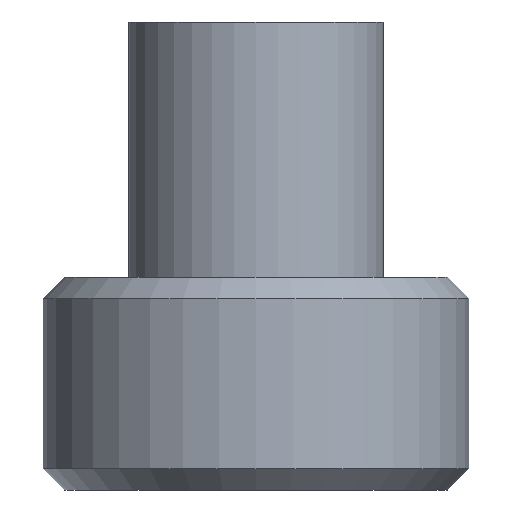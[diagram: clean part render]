
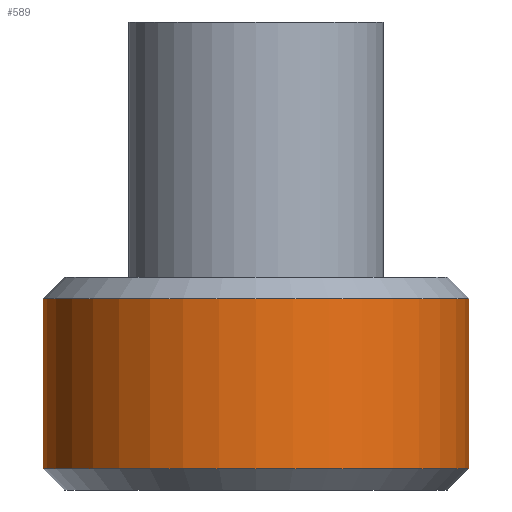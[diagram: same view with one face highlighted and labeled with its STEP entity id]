
A CAD part, left-side view. The second image highlights one B-rep face of the part: STEP entity #589.
In plain terms, the highlighted cylindrical face has radius 10 mm (diameter 20 mm), a full revolution.
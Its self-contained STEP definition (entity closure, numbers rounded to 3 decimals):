
#23=B_SPLINE_CURVE_WITH_KNOTS('',3,(#1081,#1082,#1083,#1084,#1085,#1086,
#1087,#1088,#1089,#1090,#1091,#1092,#1093,#1094,#1095,#1096,#1097,#1098),
 .UNSPECIFIED.,.F.,.F.,(4,2,2,2,2,2,2,2,4),(0.,0.038,0.075,
0.113,0.151,0.188,0.226,
0.264,0.302),.UNSPECIFIED.);
#24=B_SPLINE_CURVE_WITH_KNOTS('',3,(#1099,#1100,#1101,#1102,#1103,#1104,
#1105,#1106,#1107,#1108,#1109,#1110,#1111,#1112,#1113,#1114,#1115,#1116),
 .UNSPECIFIED.,.F.,.F.,(4,2,2,2,2,2,2,2,4),(0.302,0.339,
0.377,0.415,0.452,0.49,
0.528,0.565,0.603),.UNSPECIFIED.);
#53=FACE_BOUND('',#147,.T.);
#105=FACE_OUTER_BOUND('',#146,.T.);
#146=EDGE_LOOP('',(#532,#533,#534,#535,#536,#537));
#147=EDGE_LOOP('',(#538,#539));
#190=LINE('',#1137,#229);
#229=VECTOR('',#926,10.);
#261=CIRCLE('',#732,10.);
#262=CIRCLE('',#733,10.);
#264=CIRCLE('',#736,10.);
#265=CIRCLE('',#737,10.);
#308=VERTEX_POINT('',#1078);
#309=VERTEX_POINT('',#1080);
#312=VERTEX_POINT('',#1125);
#313=VERTEX_POINT('',#1126);
#315=VERTEX_POINT('',#1133);
#316=VERTEX_POINT('',#1134);
#381=EDGE_CURVE('',#309,#308,#23,.T.);
#382=EDGE_CURVE('',#308,#309,#24,.T.);
#386=EDGE_CURVE('',#312,#313,#261,.T.);
#387=EDGE_CURVE('',#313,#312,#262,.T.);
#390=EDGE_CURVE('',#315,#316,#264,.T.);
#391=EDGE_CURVE('',#316,#315,#265,.T.);
#392=EDGE_CURVE('',#316,#313,#190,.T.);
#532=ORIENTED_EDGE('',*,*,#390,.F.);
#533=ORIENTED_EDGE('',*,*,#391,.F.);
#534=ORIENTED_EDGE('',*,*,#392,.T.);
#535=ORIENTED_EDGE('',*,*,#386,.F.);
#536=ORIENTED_EDGE('',*,*,#387,.F.);
#537=ORIENTED_EDGE('',*,*,#392,.F.);
#538=ORIENTED_EDGE('',*,*,#381,.T.);
#539=ORIENTED_EDGE('',*,*,#382,.T.);
#556=CYLINDRICAL_SURFACE('',#735,10.);
#589=ADVANCED_FACE('',(#105,#53),#556,.T.);
#732=AXIS2_PLACEMENT_3D('',#1127,#913,#914);
#733=AXIS2_PLACEMENT_3D('',#1128,#915,#916);
#735=AXIS2_PLACEMENT_3D('',#1132,#920,#921);
#736=AXIS2_PLACEMENT_3D('',#1135,#922,#923);
#737=AXIS2_PLACEMENT_3D('',#1136,#924,#925);
#913=DIRECTION('center_axis',(0.,0.,-1.));
#914=DIRECTION('ref_axis',(-1.,0.,0.));
#915=DIRECTION('center_axis',(0.,0.,-1.));
#916=DIRECTION('ref_axis',(-1.,0.,0.));
#920=DIRECTION('center_axis',(0.,0.,1.));
#921=DIRECTION('ref_axis',(1.,0.,0.));
#922=DIRECTION('center_axis',(0.,0.,1.));
#923=DIRECTION('ref_axis',(-1.,0.,0.));
#924=DIRECTION('center_axis',(0.,0.,1.));
#925=DIRECTION('ref_axis',(-1.,0.,0.));
#926=DIRECTION('',(0.,0.,-1.));
#1078=CARTESIAN_POINT('',(9.95,-1.,2.5));
#1080=CARTESIAN_POINT('',(9.95,1.,2.5));
#1081=CARTESIAN_POINT('Ctrl Pts',(9.95,1.,2.5));
#1082=CARTESIAN_POINT('Ctrl Pts',(9.95,1.,2.374));
#1083=CARTESIAN_POINT('Ctrl Pts',(9.952,0.975,2.24));
#1084=CARTESIAN_POINT('Ctrl Pts',(9.962,0.873,1.994));
#1085=CARTESIAN_POINT('Ctrl Pts',(9.969,0.796,1.882));
#1086=CARTESIAN_POINT('Ctrl Pts',(9.981,0.618,1.704));
#1087=CARTESIAN_POINT('Ctrl Pts',(9.988,0.506,1.627));
#1088=CARTESIAN_POINT('Ctrl Pts',(9.997,0.26,1.525));
#1089=CARTESIAN_POINT('Ctrl Pts',(10.,0.126,1.5));
#1090=CARTESIAN_POINT('Ctrl Pts',(10.,-0.126,1.5));
#1091=CARTESIAN_POINT('Ctrl Pts',(9.997,-0.26,1.525));
#1092=CARTESIAN_POINT('Ctrl Pts',(9.988,-0.506,1.627));
#1093=CARTESIAN_POINT('Ctrl Pts',(9.981,-0.618,1.704));
#1094=CARTESIAN_POINT('Ctrl Pts',(9.969,-0.796,1.882));
#1095=CARTESIAN_POINT('Ctrl Pts',(9.962,-0.873,1.994));
#1096=CARTESIAN_POINT('Ctrl Pts',(9.952,-0.975,2.24));
#1097=CARTESIAN_POINT('Ctrl Pts',(9.95,-1.,2.374));
#1098=CARTESIAN_POINT('Ctrl Pts',(9.95,-1.,2.5));
#1099=CARTESIAN_POINT('Ctrl Pts',(9.95,-1.,2.5));
#1100=CARTESIAN_POINT('Ctrl Pts',(9.95,-1.,2.626));
#1101=CARTESIAN_POINT('Ctrl Pts',(9.952,-0.975,2.76));
#1102=CARTESIAN_POINT('Ctrl Pts',(9.962,-0.873,3.006));
#1103=CARTESIAN_POINT('Ctrl Pts',(9.969,-0.796,3.118));
#1104=CARTESIAN_POINT('Ctrl Pts',(9.981,-0.618,3.296));
#1105=CARTESIAN_POINT('Ctrl Pts',(9.988,-0.506,3.373));
#1106=CARTESIAN_POINT('Ctrl Pts',(9.997,-0.26,3.475));
#1107=CARTESIAN_POINT('Ctrl Pts',(10.,-0.126,3.5));
#1108=CARTESIAN_POINT('Ctrl Pts',(10.,0.126,3.5));
#1109=CARTESIAN_POINT('Ctrl Pts',(9.997,0.26,3.475));
#1110=CARTESIAN_POINT('Ctrl Pts',(9.988,0.506,3.373));
#1111=CARTESIAN_POINT('Ctrl Pts',(9.981,0.618,3.296));
#1112=CARTESIAN_POINT('Ctrl Pts',(9.969,0.796,3.118));
#1113=CARTESIAN_POINT('Ctrl Pts',(9.962,0.873,3.006));
#1114=CARTESIAN_POINT('Ctrl Pts',(9.952,0.975,2.76));
#1115=CARTESIAN_POINT('Ctrl Pts',(9.95,1.,2.626));
#1116=CARTESIAN_POINT('Ctrl Pts',(9.95,1.,2.5));
#1125=CARTESIAN_POINT('',(10.,0.,1.));
#1126=CARTESIAN_POINT('',(-10.,0.,1.));
#1127=CARTESIAN_POINT('Origin',(0.,0.,1.));
#1128=CARTESIAN_POINT('Origin',(0.,0.,1.));
#1132=CARTESIAN_POINT('Origin',(0.,0.,0.));
#1133=CARTESIAN_POINT('',(10.,0.,9.));
#1134=CARTESIAN_POINT('',(-10.,0.,9.));
#1135=CARTESIAN_POINT('Origin',(0.,0.,9.));
#1136=CARTESIAN_POINT('Origin',(0.,0.,9.));
#1137=CARTESIAN_POINT('',(-10.,0.,0.));
